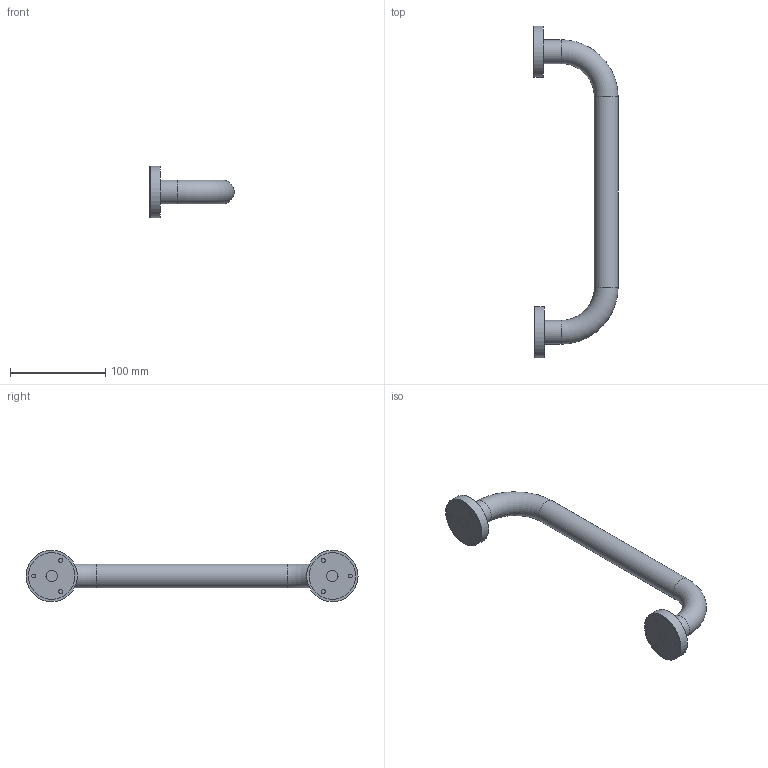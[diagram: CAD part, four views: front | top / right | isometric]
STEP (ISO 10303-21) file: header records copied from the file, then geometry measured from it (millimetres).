
FILE_DESCRIPTION(/* description */ ('Unknown'),/* implementation_level */ '2;1');
FILE_NAME(/* name */ '40421000',/* time_stamp */ '2022-09-09T18:04:09+02:00',/* author */ ('Unknown'),/* organization */ ('GROHE AG'),/* preprocessor_version */ 'ST-DEVELOPER v16.7',/* originating_system */ 'DEX',/* authorisation */ $);
FILE_SCHEMA (('AUTOMOTIVE_DESIGN {1 0 10303 214 3 1 1}'));
Length unit declared in the file: millimetre
Products named in the file (4): 40421000; MSBR; id46; MSBR_0
Assembly tree (3 placements, depth 2):
  40421000
    MSBR
    id46
    MSBR_0
Bounding box: 88.5 x 349 x 54 mm (x, y, z)
Volume: 22148.1 mm3; surface area: 47490.3 mm2
Topology: 1 solids, 6 shells, 16 faces, 34 edges, 26 vertices
Faces by surface type: plane 8, cylinder 6, torus 2
Full cylindrical faces by diameter (mm): 25 x3, 25.3 x1, 54 x2
Entity records: 534 total; most frequent: DIRECTION 88, CARTESIAN_POINT 68, AXIS2_PLACEMENT_3D 44, ORIENTED_EDGE 34, EDGE_LOOP 34, FACE_BOUND 34, EDGE_CURVE 24, VERTEX_POINT 24
